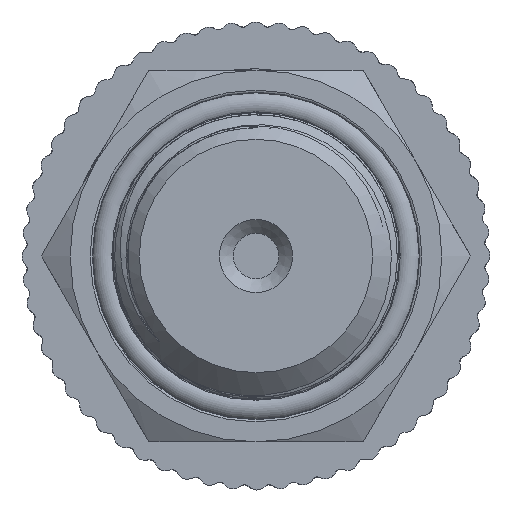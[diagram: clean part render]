
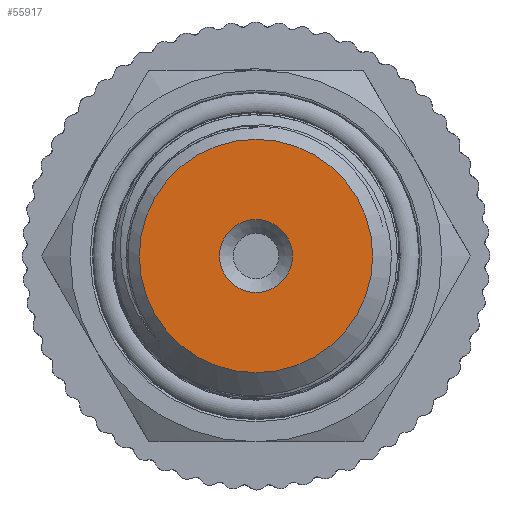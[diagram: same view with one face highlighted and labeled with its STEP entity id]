
A CAD part, left-side view. The second image highlights one B-rep face of the part: STEP entity #55917.
In plain terms, the highlighted planar face has unit normal (-1, 0, 0).
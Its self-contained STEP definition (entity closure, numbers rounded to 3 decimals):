
#5398=PLANE('',#59315);
#7544=FACE_BOUND('',#11840,.T.);
#8291=FACE_OUTER_BOUND('',#11839,.T.);
#11839=EDGE_LOOP('',(#38958));
#11840=EDGE_LOOP('',(#38959));
#15466=CIRCLE('',#59272,8.478);
#15487=CIRCLE('',#59314,2.65);
#22899=VERTEX_POINT('',#93245);
#22928=VERTEX_POINT('',#96876);
#29037=EDGE_CURVE('',#22899,#22899,#15466,.T.);
#29090=EDGE_CURVE('',#22928,#22928,#15487,.T.);
#38958=ORIENTED_EDGE('',*,*,#29037,.T.);
#38959=ORIENTED_EDGE('',*,*,#29090,.T.);
#55917=ADVANCED_FACE('',(#8291,#7544),#5398,.T.);
#59272=AXIS2_PLACEMENT_3D('',#93246,#67382,#67383);
#59314=AXIS2_PLACEMENT_3D('',#96878,#67476,#67477);
#59315=AXIS2_PLACEMENT_3D('',#96879,#67478,#67479);
#67382=DIRECTION('center_axis',(-1.,0.,0.));
#67383=DIRECTION('ref_axis',(0.,1.,0.));
#67476=DIRECTION('center_axis',(1.,0.,0.));
#67477=DIRECTION('ref_axis',(0.,0.,-1.));
#67478=DIRECTION('center_axis',(-1.,0.,0.));
#67479=DIRECTION('ref_axis',(0.,0.,1.));
#93245=CARTESIAN_POINT('',(-61.,-8.478,0.));
#93246=CARTESIAN_POINT('Origin',(-61.,0.,0.));
#96876=CARTESIAN_POINT('',(-61.,-2.65,0.));
#96878=CARTESIAN_POINT('Origin',(-61.,0.,0.));
#96879=CARTESIAN_POINT('Origin',(-61.,10.478,0.));
